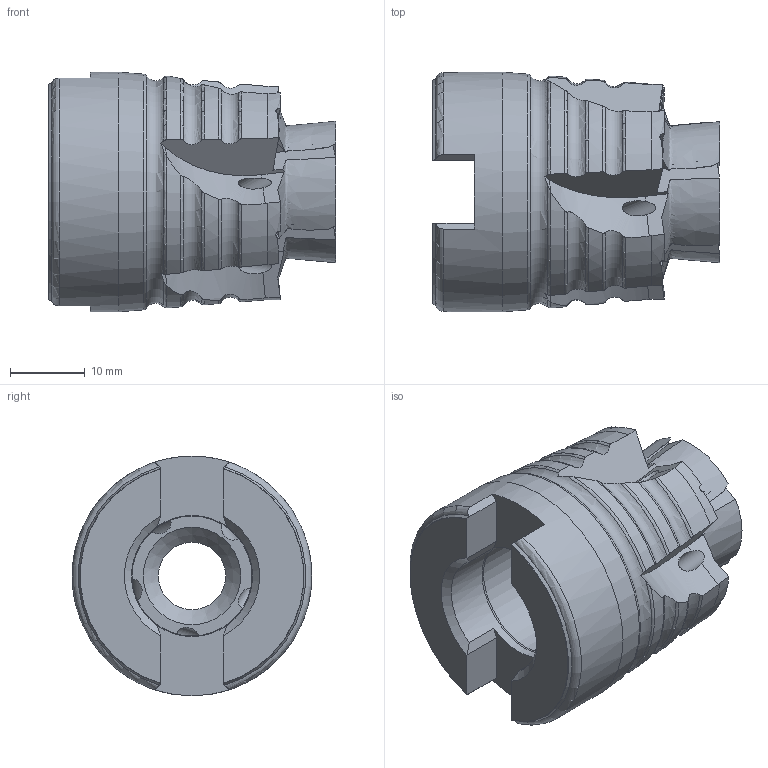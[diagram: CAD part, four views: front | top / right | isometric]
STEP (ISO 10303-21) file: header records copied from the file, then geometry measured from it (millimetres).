
FILE_DESCRIPTION (( 'STEP AP214' ), '1' );
FILE_NAME ('00PP-032-542-5.STEP', '2013-09-13T07:07:17', ( '' ), ( '' ), 'SwSTEP 2.0', 'SolidWorks 2013', '' );
FILE_SCHEMA (( 'AUTOMOTIVE_DESIGN' ));
Length unit declared in the file: millimetre
Products named in the file (1): 00PP-032-542-5
Bounding box: 38.32 x 32 x 32 mm (x, y, z)
Volume: 15830.9 mm3; surface area: 7028.3 mm2
Topology: 1 solids, 1 shells, 187 faces, 574 edges, 376 vertices
Faces by surface type: plane 85, torus 41, cone 26, cylinder 21, bspline 14
Full cylindrical faces by diameter (mm): 2.5 x5, 9 x1, 13.5 x1, 16 x1, 16.15 x1, 16.3 x1, 32 x1
Entity records: 8474 total; most frequent: CARTESIAN_POINT 4076, ORIENTED_EDGE 1070, DIRECTION 706, EDGE_CURVE 535, VERTEX_POINT 361, AXIS2_PLACEMENT_3D 283, B_SPLINE_CURVE_WITH_KNOTS 230, EDGE_LOOP 208
